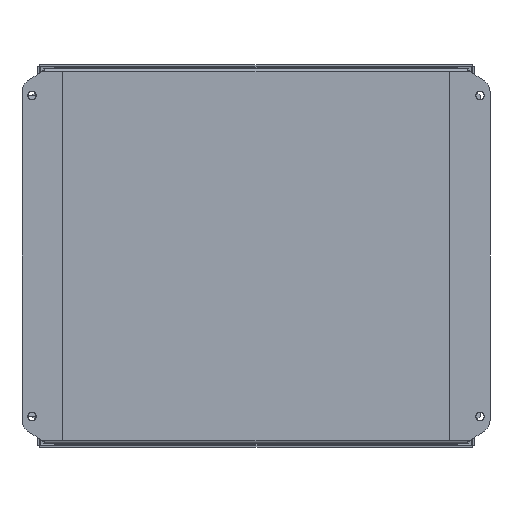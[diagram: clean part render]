
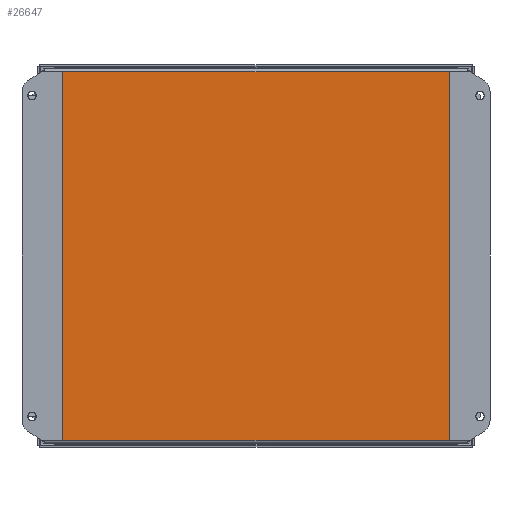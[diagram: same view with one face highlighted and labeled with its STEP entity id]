
A CAD part, left-side view. The second image highlights one B-rep face of the part: STEP entity #26647.
In plain terms, the highlighted face is planar.
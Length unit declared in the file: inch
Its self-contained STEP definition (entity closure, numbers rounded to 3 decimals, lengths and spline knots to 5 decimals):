
#1782 = LINE ( 'NONE', #14816, #13703 ) ;
#1937 = EDGE_CURVE ( 'NONE', #30550, #19102, #23377, .T. ) ;
#2824 = DIRECTION ( 'NONE',  ( 0., 0., -1. ) ) ;
#3011 = VECTOR ( 'NONE', #11752, 39.37008 ) ;
#4442 = DIRECTION ( 'NONE',  ( 1., 0., 0. ) ) ;
#5340 = VERTEX_POINT ( 'NONE', #21979 ) ;
#5507 = CARTESIAN_POINT ( 'NONE',  ( -7., 0., -8. ) ) ;
#6761 = CARTESIAN_POINT ( 'NONE',  ( 6.892, 0., 7.892 ) ) ;
#6847 = CARTESIAN_POINT ( 'NONE',  ( 6.892, 0., 7.892 ) ) ;
#7137 = VECTOR ( 'NONE', #2824, 39.37008 ) ;
#8310 = AXIS2_PLACEMENT_3D ( 'NONE', #5507, #18092, #13193 ) ;
#9907 = CARTESIAN_POINT ( 'NONE',  ( -6.892, 0., 7.892 ) ) ;
#10203 = VERTEX_POINT ( 'NONE', #15612 ) ;
#10304 = CARTESIAN_POINT ( 'NONE',  ( -6.892, 0., -7.892 ) ) ;
#11148 = EDGE_CURVE ( 'NONE', #19102, #10203, #29250, .T. ) ;
#11752 = DIRECTION ( 'NONE',  ( 0., 0., 1. ) ) ;
#11861 = ORIENTED_EDGE ( 'NONE', *, *, #11148, .F. ) ;
#13193 = DIRECTION ( 'NONE',  ( 0., 0., -1. ) ) ;
#13440 = FACE_OUTER_BOUND ( 'NONE', #26687, .T. ) ;
#13590 = VECTOR ( 'NONE', #14645, 39.37008 ) ;
#13703 = VECTOR ( 'NONE', #4442, 39.37008 ) ;
#13868 = LINE ( 'NONE', #10304, #7137 ) ;
#14645 = DIRECTION ( 'NONE',  ( -1., 0., 0. ) ) ;
#14740 = ORIENTED_EDGE ( 'NONE', *, *, #1937, .F. ) ;
#14816 = CARTESIAN_POINT ( 'NONE',  ( 6.892, 0., -7.892 ) ) ;
#15612 = CARTESIAN_POINT ( 'NONE',  ( -6.892, 0., 7.892 ) ) ;
#18092 = DIRECTION ( 'NONE',  ( 0., -1., 0. ) ) ;
#19102 = VERTEX_POINT ( 'NONE', #6761 ) ;
#19818 = EDGE_CURVE ( 'NONE', #10203, #5340, #13868, .T. ) ;
#19862 = CARTESIAN_POINT ( 'NONE',  ( 6.892, 0., -7.892 ) ) ;
#20212 = ORIENTED_EDGE ( 'NONE', *, *, #19818, .F. ) ;
#21979 = CARTESIAN_POINT ( 'NONE',  ( -6.892, 0., -7.892 ) ) ;
#23377 = LINE ( 'NONE', #6847, #3011 ) ;
#26647 = ADVANCED_FACE ( 'NONE', ( #13440 ), #32842, .F. ) ;
#26687 = EDGE_LOOP ( 'NONE', ( #27410, #20212, #11861, #14740 ) ) ;
#27410 = ORIENTED_EDGE ( 'NONE', *, *, #27829, .F. ) ;
#27829 = EDGE_CURVE ( 'NONE', #5340, #30550, #1782, .T. ) ;
#29250 = LINE ( 'NONE', #9907, #13590 ) ;
#30550 = VERTEX_POINT ( 'NONE', #19862 ) ;
#32842 = PLANE ( 'NONE',  #8310 ) ;
